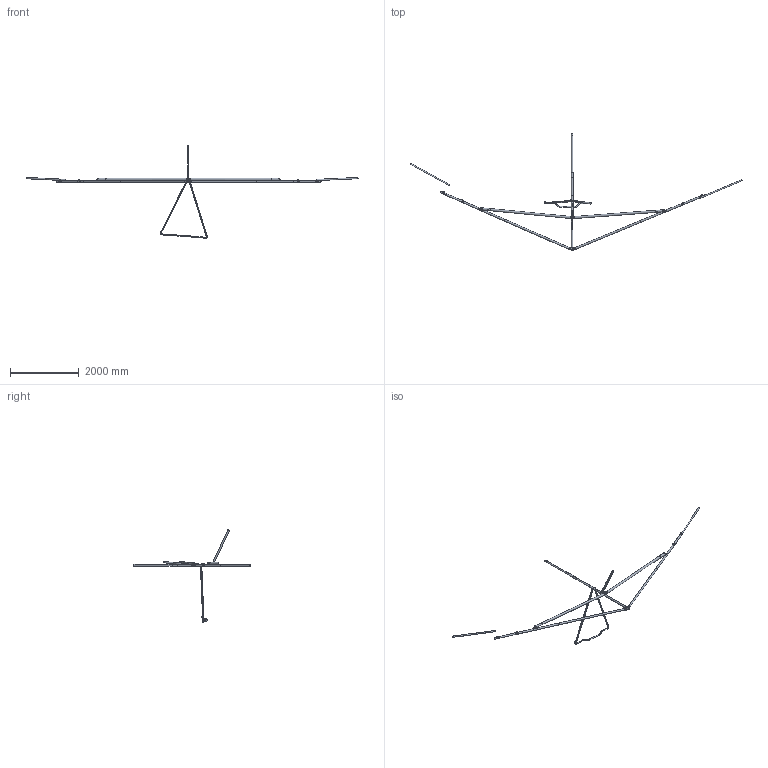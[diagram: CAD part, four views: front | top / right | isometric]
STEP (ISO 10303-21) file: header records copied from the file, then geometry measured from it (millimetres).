
FILE_DESCRIPTION(/* description */ ('STEP AP214'),/* implementation_level */ '2;1');
FILE_NAME(/* name */ '601e586ced4cbc15e84938b0',/* time_stamp */ '2021-02-06T08:50:55+00:00',/* author */ (''),/* organization */ (''),/* preprocessor_version */ 'ST-DEVELOPER v18.1',/* originating_system */ ' ',/* authorisation */ ' ');
FILE_SCHEMA (('AUTOMOTIVE_DESIGN {1 0 10303 214 3 1 1}'));
Length unit declared in the file: metre
Products named in the file (31): Assembly 1; LEI-1806A-R; LE-XT Hinge; XTEND-1809A; XTH-1809B; LEO-1806A-R; KPBRAC-1809A-01; WO rod holder L; KL-1806A-ST; WO rod Holder R; XT-1806A-R; XTH-1809A; LEI-1806A-L; LEO-1806A-L; NP-1701A; XT-1806A-L; Kingpost; XTBALL-1809A; KL-1806A; RBU Control frame <1>; RBU-LWR-1809A-01; Hex head bolt grade A & B ISO 4014; Chamfered plain washer normal ISO 7090; TOU Hemisphere; Prevailing torque nut ISO 7720; TOU saddle; RBU-TOP-1809A; RBU-KNUCK-1809A; RB Upright; SBR-1806A
Assembly tree (40 placements, depth 3):
  Assembly 1
    LEI-1806A-R
    LE-XT Hinge  x2
    XTEND-1809A  x2
    XTH-1809B
    LEO-1806A-R
    KPBRAC-1809A-01
    WO rod holder L  x2
    KL-1806A-ST
    WO rod Holder R  x2
    XT-1806A-R
    XTH-1809A
    LEI-1806A-L
    LEO-1806A-L
    NP-1701A  x2
    XT-1806A-L
    Kingpost
    XTBALL-1809A
    KL-1806A
    RBU Control frame <1>
      RBU-LWR-1809A-01  x2
      Hex head bolt grade A & B ISO 4014
      Chamfered plain washer normal ISO 7090  x2
      TOU Hemisphere  x2
      Prevailing torque nut ISO 7720
      TOU saddle  x2
      RBU-TOP-1809A
      RBU-KNUCK-1809A  x2
      RBU-TOP-1809A
      SBR-1806A
      RB Upright
Bounding box: 9660.12 x 3423 x 2694.34 mm (x, y, z)
Volume: 6156091.8 mm3; surface area: 7820669.2 mm2
Topology: 40 solids, 40 shells, 1043 faces, 2967 edges, 1965 vertices
Faces by surface type: cylinder 508, plane 469, bspline 34, cone 18, sphere 9, torus 5
Full cylindrical faces by diameter (mm): 3 x6, 4.8 x13, 5 x4, 6 x77, 6.1 x3, 6.35 x10, 6.647 x1, 7 x2, 8 x22, 8.3 x4, 8.4 x2, 9.53 x2, 10 x4, 12 x3, 13 x1, 16 x2, 16.5 x2, 17 x2, 18 x4, 19.929 x2, 22.3 x4, 24.8 x2, 25.323 x3, 28.575 x3, 34.2 x2, 35 x2, 38.1 x2, 48 x6, 50 x9, 52 x6
Entity records: 26732 total; most frequent: CARTESIAN_POINT 9216, DIRECTION 3257, ORIENTED_EDGE 3250, EDGE_CURVE 1625, AXIS2_PLACEMENT_3D 1262, VERTEX_POINT 1192, FACE_BOUND 1171, EDGE_LOOP 1170
